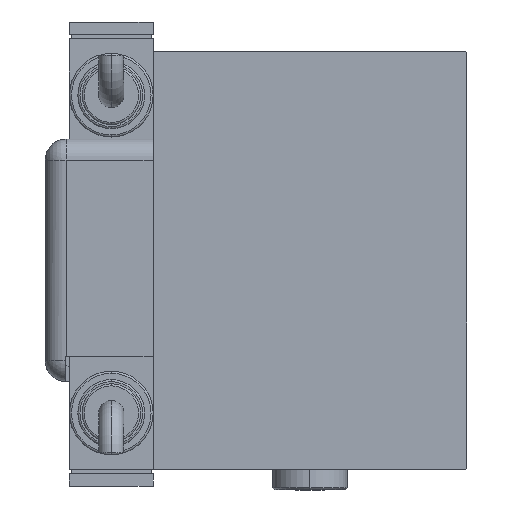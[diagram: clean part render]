
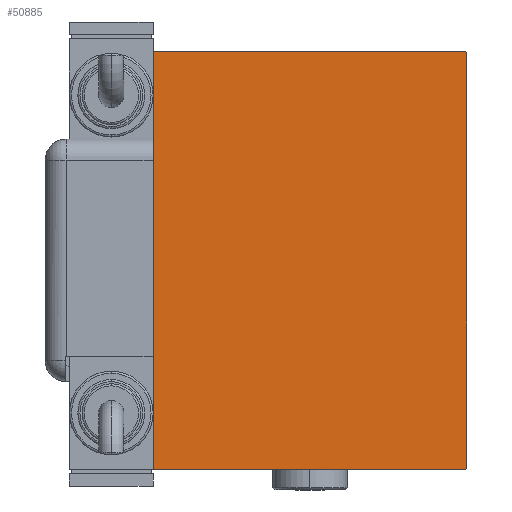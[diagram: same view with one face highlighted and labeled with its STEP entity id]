
A CAD part, left-side view. The second image highlights one B-rep face of the part: STEP entity #50885.
In plain terms, the highlighted face is planar.
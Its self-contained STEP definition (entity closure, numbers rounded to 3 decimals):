
#160 = EDGE_CURVE ( 'NONE', #20775, #13473, #36242, .T. ) ;
#3556 = AXIS2_PLACEMENT_3D ( 'NONE', #41541, #50588, #36249 ) ;
#3602 = CARTESIAN_POINT ( 'NONE',  ( 123., 37.2, 50. ) ) ;
#5250 = DIRECTION ( 'NONE',  ( 0., 0.707, 0.707 ) ) ;
#5396 = LINE ( 'NONE', #10701, #43281 ) ;
#5437 = VERTEX_POINT ( 'NONE', #15834 ) ;
#7318 = EDGE_CURVE ( 'NONE', #20701, #16883, #24688, .T. ) ;
#10001 = ORIENTED_EDGE ( 'NONE', *, *, #160, .T. ) ;
#10701 = CARTESIAN_POINT ( 'NONE',  ( 123., 37.5, 50. ) ) ;
#13473 = VERTEX_POINT ( 'NONE', #42045 ) ;
#14679 = LINE ( 'NONE', #47126, #61346 ) ;
#14949 = CARTESIAN_POINT ( 'NONE',  ( 123., -37.2, -50. ) ) ;
#15834 = CARTESIAN_POINT ( 'NONE',  ( 123., 37.5, -49.7 ) ) ;
#16883 = VERTEX_POINT ( 'NONE', #52662 ) ;
#18332 = VECTOR ( 'NONE', #60557, 1000. ) ;
#18540 = CARTESIAN_POINT ( 'NONE',  ( 123., 43.6, 43.6 ) ) ;
#19170 = ORIENTED_EDGE ( 'NONE', *, *, #33258, .T. ) ;
#19461 = DIRECTION ( 'NONE',  ( 0., -1., 0. ) ) ;
#20701 = VERTEX_POINT ( 'NONE', #14949 ) ;
#20775 = VERTEX_POINT ( 'NONE', #36369 ) ;
#20905 = EDGE_LOOP ( 'NONE', ( #35376, #19170, #55016, #52404, #48436, #10001, #37748, #28540 ) ) ;
#21866 = LINE ( 'NONE', #36225, #46564 ) ;
#22162 = CARTESIAN_POINT ( 'NONE',  ( 123., -37.5, -49.7 ) ) ;
#23900 = VECTOR ( 'NONE', #43102, 1000. ) ;
#24688 = LINE ( 'NONE', #43725, #23900 ) ;
#26576 = FACE_OUTER_BOUND ( 'NONE', #20905, .T. ) ;
#26699 = VERTEX_POINT ( 'NONE', #22162 ) ;
#26859 = DIRECTION ( 'NONE',  ( 0., 0., -1. ) ) ;
#26994 = EDGE_CURVE ( 'NONE', #5437, #44020, #35849, .T. ) ;
#28540 = ORIENTED_EDGE ( 'NONE', *, *, #51002, .T. ) ;
#28568 = VECTOR ( 'NONE', #37596, 1000. ) ;
#28998 = CARTESIAN_POINT ( 'NONE',  ( 123., 43.6, -43.6 ) ) ;
#30827 = VECTOR ( 'NONE', #49251, 1000. ) ;
#33258 = EDGE_CURVE ( 'NONE', #16883, #5437, #33379, .T. ) ;
#33379 = LINE ( 'NONE', #28998, #58784 ) ;
#35376 = ORIENTED_EDGE ( 'NONE', *, *, #7318, .T. ) ;
#35849 = LINE ( 'NONE', #49560, #30827 ) ;
#36225 = CARTESIAN_POINT ( 'NONE',  ( 123., -37.5, 50. ) ) ;
#36242 = LINE ( 'NONE', #46509, #18332 ) ;
#36249 = DIRECTION ( 'NONE',  ( 0., 0., -1. ) ) ;
#36369 = CARTESIAN_POINT ( 'NONE',  ( 123., -37.2, 50. ) ) ;
#37596 = DIRECTION ( 'NONE',  ( 0., -0.707, 0.707 ) ) ;
#37748 = ORIENTED_EDGE ( 'NONE', *, *, #54177, .T. ) ;
#41541 = CARTESIAN_POINT ( 'NONE',  ( 123., 0., 0. ) ) ;
#42045 = CARTESIAN_POINT ( 'NONE',  ( 123., -37.5, 49.7 ) ) ;
#42572 = EDGE_CURVE ( 'NONE', #58660, #20775, #5396, .T. ) ;
#43102 = DIRECTION ( 'NONE',  ( 0., 1., 0. ) ) ;
#43281 = VECTOR ( 'NONE', #19461, 1000. ) ;
#43725 = CARTESIAN_POINT ( 'NONE',  ( 123., -37.5, -50. ) ) ;
#44020 = VERTEX_POINT ( 'NONE', #58958 ) ;
#46509 = CARTESIAN_POINT ( 'NONE',  ( 123., -43.6, 43.6 ) ) ;
#46564 = VECTOR ( 'NONE', #26859, 1000. ) ;
#47126 = CARTESIAN_POINT ( 'NONE',  ( 123., -43.6, -43.6 ) ) ;
#48436 = ORIENTED_EDGE ( 'NONE', *, *, #42572, .T. ) ;
#49251 = DIRECTION ( 'NONE',  ( 0., 0., 1. ) ) ;
#49560 = CARTESIAN_POINT ( 'NONE',  ( 123., 37.5, -50. ) ) ;
#50588 = DIRECTION ( 'NONE',  ( 1., 0., 0. ) ) ;
#50885 = ADVANCED_FACE ( 'NONE', ( #26576 ), #56190, .T. ) ;
#51002 = EDGE_CURVE ( 'NONE', #26699, #20701, #14679, .T. ) ;
#51835 = DIRECTION ( 'NONE',  ( 0., 0.707, -0.707 ) ) ;
#52404 = ORIENTED_EDGE ( 'NONE', *, *, #52704, .T. ) ;
#52662 = CARTESIAN_POINT ( 'NONE',  ( 123., 37.2, -50. ) ) ;
#52704 = EDGE_CURVE ( 'NONE', #44020, #58660, #61282, .T. ) ;
#54177 = EDGE_CURVE ( 'NONE', #13473, #26699, #21866, .T. ) ;
#55016 = ORIENTED_EDGE ( 'NONE', *, *, #26994, .T. ) ;
#56190 = PLANE ( 'NONE',  #3556 ) ;
#58660 = VERTEX_POINT ( 'NONE', #3602 ) ;
#58784 = VECTOR ( 'NONE', #5250, 1000. ) ;
#58958 = CARTESIAN_POINT ( 'NONE',  ( 123., 37.5, 49.7 ) ) ;
#60557 = DIRECTION ( 'NONE',  ( 0., -0.707, -0.707 ) ) ;
#61282 = LINE ( 'NONE', #18540, #28568 ) ;
#61346 = VECTOR ( 'NONE', #51835, 1000. ) ;
